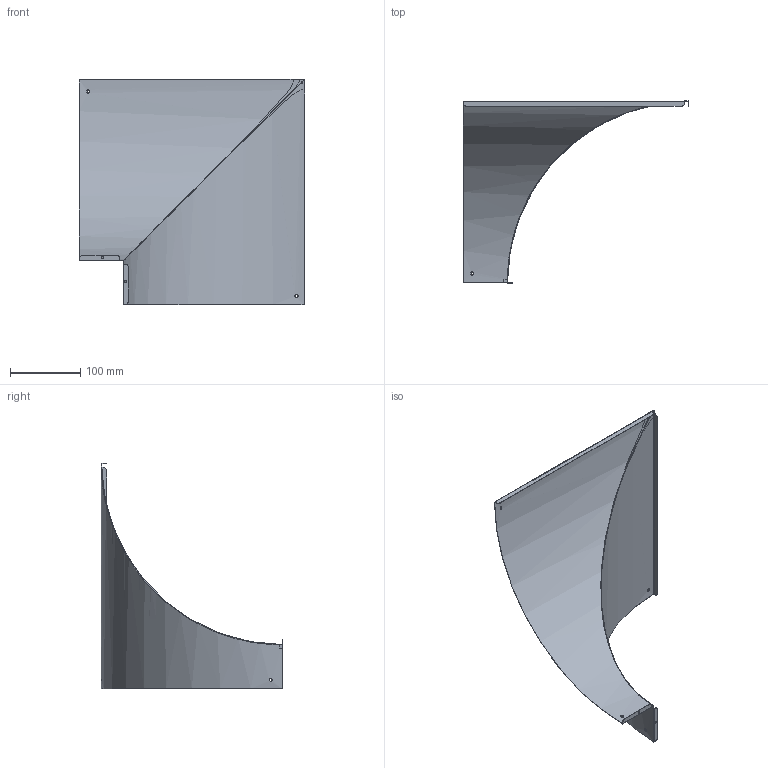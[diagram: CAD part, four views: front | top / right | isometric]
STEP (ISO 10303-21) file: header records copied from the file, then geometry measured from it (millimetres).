
FILE_DESCRIPTION(/* description */ ('Panel 200 Hörn Vänster'),/* implementation_level */ '2;1');
FILE_NAME(/* name */ 'ME50006.stp',/* time_stamp */ '2015-11-25T15:38:50+01:00',/* author */ ('JJ'),/* organization */ (''),/* preprocessor_version */ 'ST-DEVELOPER v15.6',/* originating_system */ 'Autodesk Inventor 2015',/* authorisation */ '');
FILE_SCHEMA (('AUTOMOTIVE_DESIGN { 1 0 10303 214 3 1 1 }'));
Length unit declared in the file: millimetre
Products named in the file (3): 115028; 115029; ME50006
Assembly tree (2 placements, depth 2):
  ME50006
    115028
    115029
Bounding box: 321 x 258.7 x 321 mm (x, y, z)
Volume: 66284.2 mm3; surface area: 267152.9 mm2
Topology: 2 solids, 2 shells, 97 faces, 248 edges, 155 vertices
Faces by surface type: plane 51, cylinder 32, bspline 14
Full cylindrical faces by diameter (mm): 3 x2
Entity records: 3716 total; most frequent: CARTESIAN_POINT 1369, ORIENTED_EDGE 492, DIRECTION 449, EDGE_CURVE 246, AXIS2_PLACEMENT_3D 161, VERTEX_POINT 155, LINE 127, VECTOR 127
